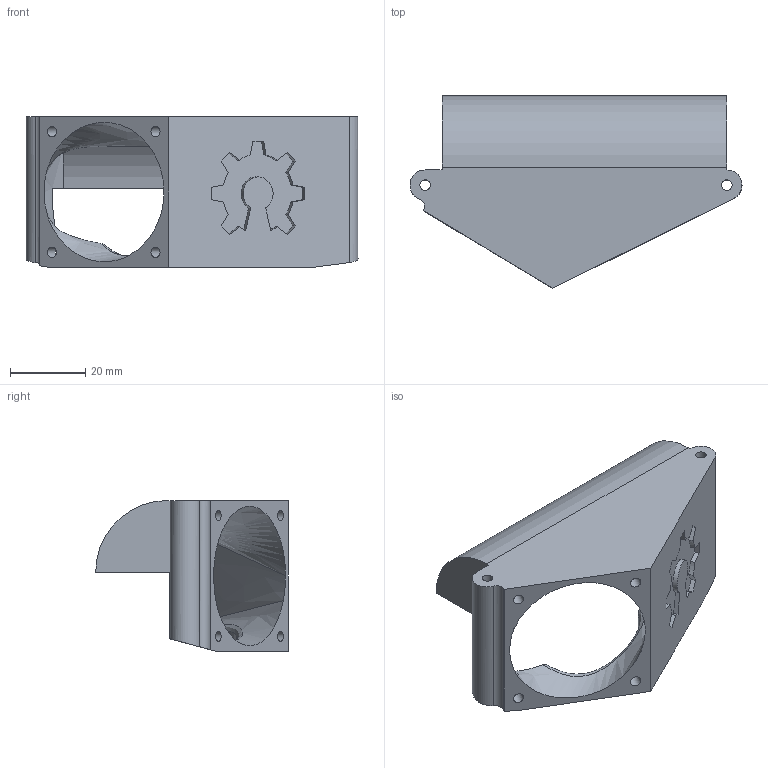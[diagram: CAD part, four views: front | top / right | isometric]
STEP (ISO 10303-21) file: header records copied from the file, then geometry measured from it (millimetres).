
FILE_DESCRIPTION(('FreeCAD Model'),'2;1');
FILE_NAME('Open CASCADE Shape Model','2022-01-05T13:40:19',('Author'),( ''),'Open CASCADE STEP processor 7.5','FreeCAD','Unknown');
FILE_SCHEMA(('AUTOMOTIVE_DESIGN { 1 0 10303 214 1 1 1 1 }'));
Length unit declared in the file: millimetre
Products named in the file (1): driver.fan.holder
Bounding box: 88 x 51.08 x 40 mm (x, y, z)
Volume: 26145.1 mm3; surface area: 17651.3 mm2
Topology: 1 solids, 1 shells, 76 faces, 216 edges, 144 vertices
Faces by surface type: bspline 38, plane 26, cylinder 12
Full cylindrical faces by diameter (mm): 2.8 x6
Entity records: 7657 total; most frequent: CARTESIAN_POINT 4256, ORIENTED_EDGE 432, PCURVE 432, DEFINITIONAL_REPRESENTATION 432, B_SPLINE_CURVE_WITH_KNOTS 405, DIRECTION 317, EDGE_CURVE 216, SURFACE_CURVE 210
